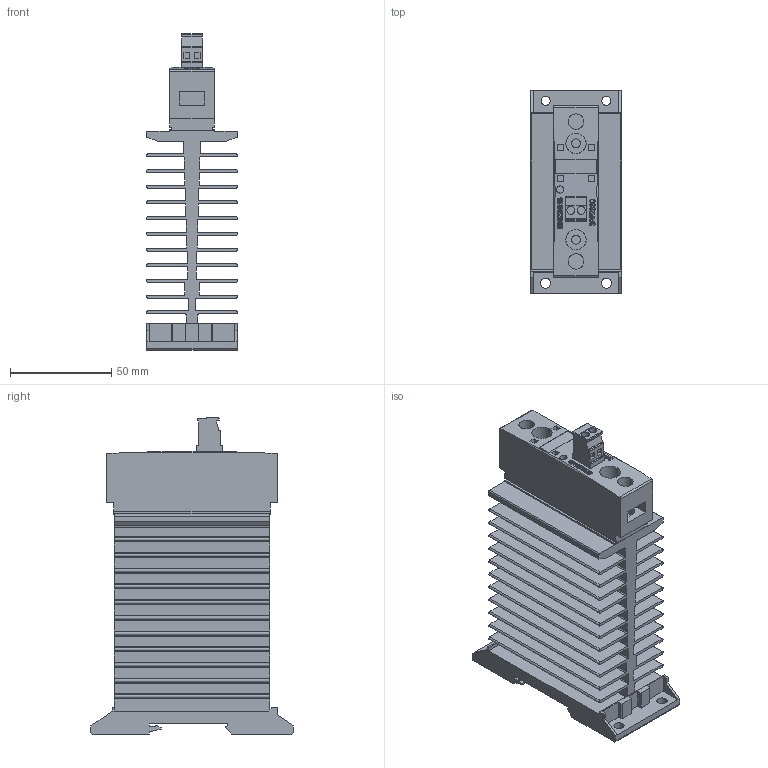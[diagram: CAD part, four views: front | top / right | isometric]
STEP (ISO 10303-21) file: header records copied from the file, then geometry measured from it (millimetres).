
FILE_DESCRIPTION (( 'STEP AP214' ), '1' );
FILE_NAME ('z_5353306_00_000_.STEP', '2006-02-16T07:13:58', ( 'Katarina Christall' ), ( 'TW' ), 'SwSTEP 2.0', 'SolidWorks 2005354', '' );
FILE_SCHEMA (( 'AUTOMOTIVE_DESIGN' ));
Length unit declared in the file: millimetre
Products named in the file (1): z_5353306_00_000_
Bounding box: 44.8 x 99.8 x 156 mm (x, y, z)
Volume: 195726.3 mm3; surface area: 111310.9 mm2
Topology: 1 solids, 1 shells, 536 faces, 1487 edges, 990 vertices
Faces by surface type: plane 325, cylinder 119, bspline 92
Entity records: 28064 total; most frequent: CARTESIAN_POINT 11579, ORIENTED_EDGE 2974, DIRECTION 2438, EDGE_CURVE 1487, LINE 996, VECTOR 996, VERTEX_POINT 990, AXIS2_PLACEMENT_3D 721
